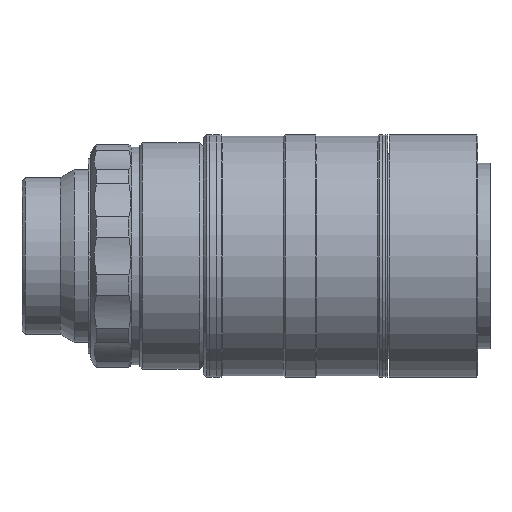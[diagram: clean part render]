
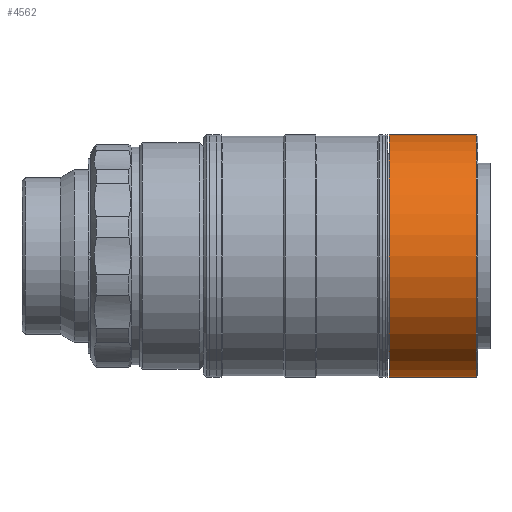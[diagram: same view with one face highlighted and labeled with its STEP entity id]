
A CAD part, front view. The second image highlights one B-rep face of the part: STEP entity #4562.
In plain terms, the highlighted cylindrical face has radius 38 mm (diameter 76 mm), a partial arc.
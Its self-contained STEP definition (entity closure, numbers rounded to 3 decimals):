
#345 = CARTESIAN_POINT ( 'NONE',  ( -13.626, 0., -38. ) ) ;
#431 = EDGE_CURVE ( 'NONE', #789, #2950, #1781, .T. ) ;
#602 = VECTOR ( 'NONE', #1027, 1000. ) ;
#652 = DIRECTION ( 'NONE',  ( 0., 0., -1. ) ) ;
#680 = AXIS2_PLACEMENT_3D ( 'NONE', #4059, #2642, #2284 ) ;
#697 = LINE ( 'NONE', #3216, #3828 ) ;
#789 = VERTEX_POINT ( 'NONE', #4528 ) ;
#899 = ORIENTED_EDGE ( 'NONE', *, *, #1604, .T. ) ;
#972 = ORIENTED_EDGE ( 'NONE', *, *, #3854, .F. ) ;
#1027 = DIRECTION ( 'NONE',  ( 1., 0., 0. ) ) ;
#1133 = CARTESIAN_POINT ( 'NONE',  ( -0.166, 0., 38. ) ) ;
#1244 = DIRECTION ( 'NONE',  ( 1., 0., 0. ) ) ;
#1253 = FACE_OUTER_BOUND ( 'NONE', #3569, .T. ) ;
#1604 = EDGE_CURVE ( 'NONE', #2950, #3303, #697, .T. ) ;
#1669 = DIRECTION ( 'NONE',  ( 1., 0., 0. ) ) ;
#1781 = CIRCLE ( 'NONE', #4429, 38. ) ;
#1960 = CARTESIAN_POINT ( 'NONE',  ( -40.926, 0., -38. ) ) ;
#2080 = VERTEX_POINT ( 'NONE', #3142 ) ;
#2128 = DIRECTION ( 'NONE',  ( 1., 0., 0. ) ) ;
#2284 = DIRECTION ( 'NONE',  ( 0., 0., -1. ) ) ;
#2642 = DIRECTION ( 'NONE',  ( -1., 0., 0. ) ) ;
#2691 = CYLINDRICAL_SURFACE ( 'NONE', #4385, 38. ) ;
#2787 = CIRCLE ( 'NONE', #680, 38. ) ;
#2950 = VERTEX_POINT ( 'NONE', #1960 ) ;
#3118 = CARTESIAN_POINT ( 'NONE',  ( -0.166, 0., 0. ) ) ;
#3142 = CARTESIAN_POINT ( 'NONE',  ( -13.626, 0., 38. ) ) ;
#3216 = CARTESIAN_POINT ( 'NONE',  ( -0.166, 0., -38. ) ) ;
#3303 = VERTEX_POINT ( 'NONE', #345 ) ;
#3569 = EDGE_LOOP ( 'NONE', ( #972, #4542, #899, #4480 ) ) ;
#3828 = VECTOR ( 'NONE', #2128, 1000. ) ;
#3854 = EDGE_CURVE ( 'NONE', #789, #2080, #4628, .T. ) ;
#4059 = CARTESIAN_POINT ( 'NONE',  ( -13.626, 0., 0. ) ) ;
#4132 = DIRECTION ( 'NONE',  ( 0., 0., -1. ) ) ;
#4199 = CARTESIAN_POINT ( 'NONE',  ( -40.926, 0., 0. ) ) ;
#4348 = EDGE_CURVE ( 'NONE', #3303, #2080, #2787, .T. ) ;
#4385 = AXIS2_PLACEMENT_3D ( 'NONE', #3118, #1244, #4132 ) ;
#4429 = AXIS2_PLACEMENT_3D ( 'NONE', #4199, #1669, #652 ) ;
#4480 = ORIENTED_EDGE ( 'NONE', *, *, #4348, .T. ) ;
#4528 = CARTESIAN_POINT ( 'NONE',  ( -40.926, 0., 38. ) ) ;
#4542 = ORIENTED_EDGE ( 'NONE', *, *, #431, .T. ) ;
#4562 = ADVANCED_FACE ( 'NONE', ( #1253 ), #2691, .T. ) ;
#4628 = LINE ( 'NONE', #1133, #602 ) ;
